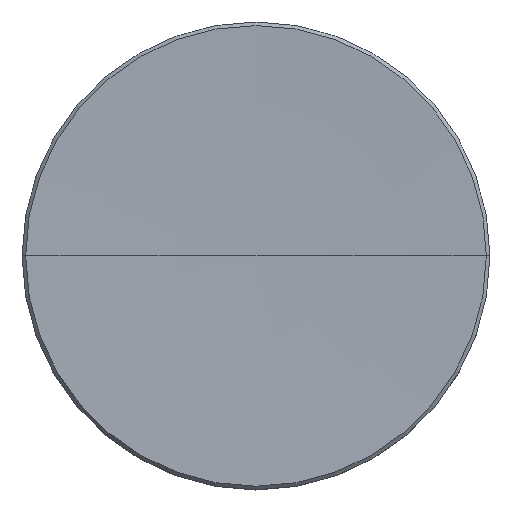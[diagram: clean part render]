
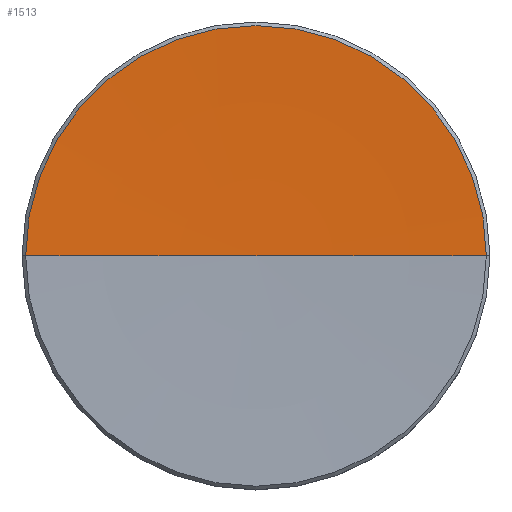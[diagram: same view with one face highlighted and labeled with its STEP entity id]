
A CAD part, top view. The second image highlights one B-rep face of the part: STEP entity #1513.
In plain terms, the highlighted toroidal (fillet/blend) face has major radius 0 mm and minor radius 400 mm.
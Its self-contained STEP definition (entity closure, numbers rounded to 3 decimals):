
#60 = AXIS2_PLACEMENT_3D ( 'NONE', #152, #1084, #782 ) ;
#152 = CARTESIAN_POINT ( 'NONE',  ( 7.221, 14.183, 423.163 ) ) ;
#161 = CIRCLE ( 'NONE', #1543, 12.506 ) ;
#187 = CARTESIAN_POINT ( 'NONE',  ( 19.728, 14.183, 23.358 ) ) ;
#285 = DIRECTION ( 'NONE',  ( 0., 0., 1. ) ) ;
#300 = TOROIDAL_SURFACE ( 'NONE', #842, 0., 400. ) ;
#390 = ORIENTED_EDGE ( 'NONE', *, *, #1326, .F. ) ;
#559 = ORIENTED_EDGE ( 'NONE', *, *, #2789, .T. ) ;
#782 = DIRECTION ( 'NONE',  ( -1., 0., 0. ) ) ;
#796 = FACE_OUTER_BOUND ( 'NONE', #1545, .T. ) ;
#842 = AXIS2_PLACEMENT_3D ( 'NONE', #946, #3352, #1541 ) ;
#895 = CIRCLE ( 'NONE', #1377, 400. ) ;
#946 = CARTESIAN_POINT ( 'NONE',  ( 7.221, 14.183, 423.163 ) ) ;
#1055 = DIRECTION ( 'NONE',  ( 0., -1., 0. ) ) ;
#1084 = DIRECTION ( 'NONE',  ( 0., 1., 0. ) ) ;
#1105 = CARTESIAN_POINT ( 'NONE',  ( -5.285, 14.183, 23.358 ) ) ;
#1310 = CIRCLE ( 'NONE', #60, 400. ) ;
#1325 = VERTEX_POINT ( 'NONE', #1105 ) ;
#1326 = EDGE_CURVE ( 'NONE', #1526, #1325, #1310, .T. ) ;
#1377 = AXIS2_PLACEMENT_3D ( 'NONE', #3772, #1055, #2239 ) ;
#1513 = ADVANCED_FACE ( 'NONE', ( #796 ), #300, .F. ) ;
#1526 = VERTEX_POINT ( 'NONE', #1565 ) ;
#1529 = DIRECTION ( 'NONE',  ( 1., 0., 0. ) ) ;
#1540 = CARTESIAN_POINT ( 'NONE',  ( 7.221, 14.183, 23.358 ) ) ;
#1541 = DIRECTION ( 'NONE',  ( 1., 0., 0. ) ) ;
#1543 = AXIS2_PLACEMENT_3D ( 'NONE', #1540, #285, #1529 ) ;
#1545 = EDGE_LOOP ( 'NONE', ( #390, #559, #3493 ) ) ;
#1565 = CARTESIAN_POINT ( 'NONE',  ( 7.221, 14.183, 23.163 ) ) ;
#2239 = DIRECTION ( 'NONE',  ( 0., 0., -1. ) ) ;
#2789 = EDGE_CURVE ( 'NONE', #1526, #3507, #895, .T. ) ;
#3045 = EDGE_CURVE ( 'NONE', #3507, #1325, #161, .T. ) ;
#3352 = DIRECTION ( 'NONE',  ( 0., 0., 1. ) ) ;
#3493 = ORIENTED_EDGE ( 'NONE', *, *, #3045, .T. ) ;
#3507 = VERTEX_POINT ( 'NONE', #187 ) ;
#3772 = CARTESIAN_POINT ( 'NONE',  ( 7.221, 14.183, 423.163 ) ) ;
